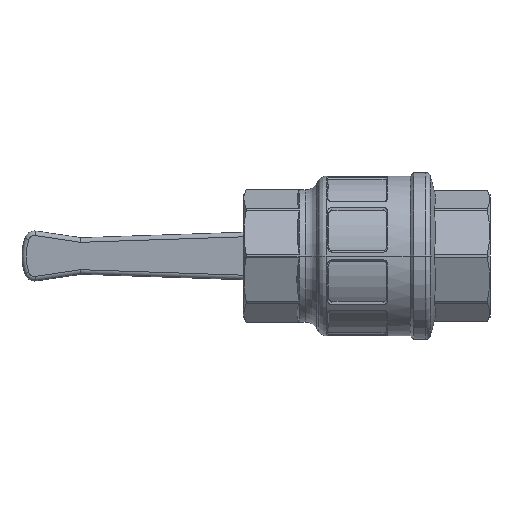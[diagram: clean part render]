
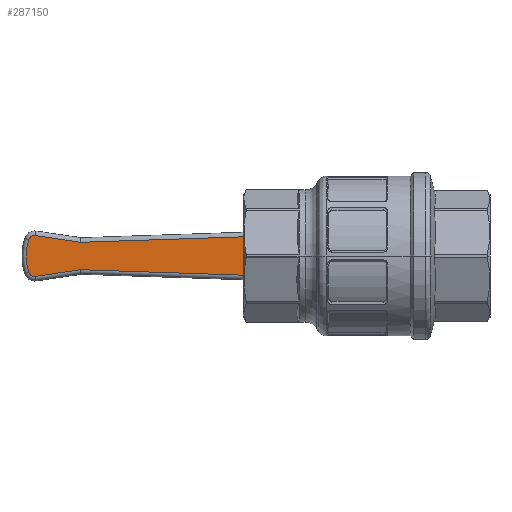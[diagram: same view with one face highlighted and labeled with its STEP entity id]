
A CAD part, front view. The second image highlights one B-rep face of the part: STEP entity #287150.
In plain terms, the highlighted planar face has unit normal (-0.052, -0.999, 0).
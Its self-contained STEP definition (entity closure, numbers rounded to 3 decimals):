
#285280=CARTESIAN_POINT('',(-53.,71.46,-8.433));
#285290=VERTEX_POINT('',#285280);
#285320=CARTESIAN_POINT('',(-53.,71.46,-8.433));
#285330=DIRECTION('',(0.,0.,1.));
#285340=VECTOR('',#285330,1.);
#285350=LINE('',#285320,#285340);
#285360=CARTESIAN_POINT('',(-53.,71.46,8.433));
#285370=VERTEX_POINT('',#285360);
#285380=EDGE_CURVE('',#285290,#285370,#285350,.T.);
#286270=CARTESIAN_POINT('',(-53.,71.46,8.433));
#286280=DIRECTION('',(-0.998,0.052,
-0.034));
#286290=VECTOR('',#286280,1.);
#286300=LINE('',#286270,#286290);
#286310=CARTESIAN_POINT('',(-125.318,75.25,
5.998));
#286320=VERTEX_POINT('',#286310);
#286330=EDGE_CURVE('',#285370,#286320,#286300,.T.);
#286570=CARTESIAN_POINT('',(-151.051,76.598,0.));
#286580=DIRECTION('',(-0.052,-0.999,0.));
#286590=DIRECTION('',(0.999,-0.052,0.));
#286600=AXIS2_PLACEMENT_3D('',#286570,#286580,#286590);
#286610=PLANE('',#286600);
#286620=CARTESIAN_POINT('',(-145.193,76.291,
-8.944));
#286630=DIRECTION('',(0.988,-0.052,
0.146));
#286640=VECTOR('',#286630,1.);
#286650=LINE('',#286620,#286640);
#286660=CARTESIAN_POINT('',(-145.193,76.291,
-8.944));
#286670=VERTEX_POINT('',#286660);
#286680=CARTESIAN_POINT('',(-125.318,75.25,
-5.998));
#286690=VERTEX_POINT('',#286680);
#286700=EDGE_CURVE('',#286670,#286690,#286650,.T.);
#286710=ORIENTED_EDGE('',*,*,#286700,.T.);
#286720=CARTESIAN_POINT('',(-145.559,76.31,
-6.471));
#286730=DIRECTION('',(-0.052,-0.999,
0.));
#286740=DIRECTION('',(-0.952,0.05,
-0.301));
#286750=AXIS2_PLACEMENT_3D('',#286720,#286730,#286740);
#286760=CIRCLE('',#286750,2.5);
#286770=CARTESIAN_POINT('',(-147.939,76.435,
-7.223));
#286780=VERTEX_POINT('',#286770);
#286790=EDGE_CURVE('',#286780,#286670,#286760,.T.);
#286800=ORIENTED_EDGE('',*,*,#286790,.T.);
#286810=CARTESIAN_POINT('',(-125.084,75.237,
0.));
#286820=DIRECTION('',(-0.052,-0.999,
0.));
#286830=DIRECTION('',(-0.952,0.05,
0.301));
#286840=AXIS2_PLACEMENT_3D('',#286810,#286820,#286830);
#286850=CIRCLE('',#286840,24.);
#286860=CARTESIAN_POINT('',(-147.939,76.435,
7.223));
#286870=VERTEX_POINT('',#286860);
#286880=EDGE_CURVE('',#286870,#286780,#286850,.T.);
#286890=ORIENTED_EDGE('',*,*,#286880,.T.);
#286900=CARTESIAN_POINT('',(-145.559,76.31,
6.471));
#286910=DIRECTION('',(-0.052,-0.999,
0.));
#286920=DIRECTION('',(0.146,-0.008,
0.989));
#286930=AXIS2_PLACEMENT_3D('',#286900,#286910,#286920);
#286940=CIRCLE('',#286930,2.5);
#286950=CARTESIAN_POINT('',(-145.193,76.291,
8.944));
#286960=VERTEX_POINT('',#286950);
#286970=EDGE_CURVE('',#286960,#286870,#286940,.T.);
#286980=ORIENTED_EDGE('',*,*,#286970,.T.);
#286990=CARTESIAN_POINT('',(-125.318,75.25,
5.998));
#287000=DIRECTION('',(-0.988,0.052,
0.146));
#287010=VECTOR('',#287000,1.);
#287020=LINE('',#286990,#287010);
#287030=EDGE_CURVE('',#286320,#286960,#287020,.T.);
#287040=ORIENTED_EDGE('',*,*,#287030,.T.);
#287050=ORIENTED_EDGE('',*,*,#286330,.T.);
#287060=ORIENTED_EDGE('',*,*,#285380,.T.);
#287070=CARTESIAN_POINT('',(-125.318,75.25,
-5.998));
#287080=DIRECTION('',(0.998,-0.052,
-0.034));
#287090=VECTOR('',#287080,1.);
#287100=LINE('',#287070,#287090);
#287110=EDGE_CURVE('',#286690,#285290,#287100,.T.);
#287120=ORIENTED_EDGE('',*,*,#287110,.T.);
#287130=EDGE_LOOP('',(#287120,#287060,#287050,#287040,#286980,#286890,
#286800,#286710));
#287140=FACE_OUTER_BOUND('',#287130,.T.);
#287150=ADVANCED_FACE('',(#287140),#286610,.T.);
